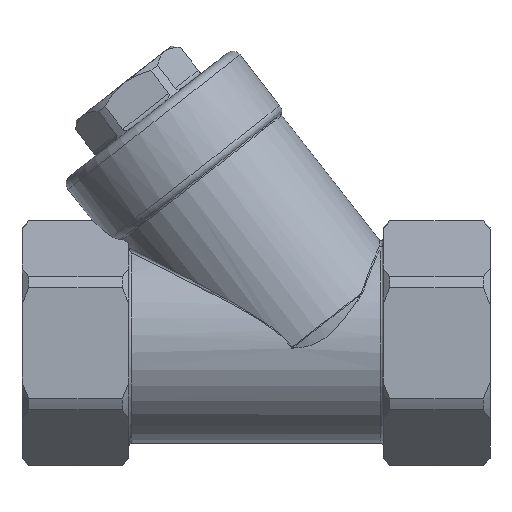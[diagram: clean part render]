
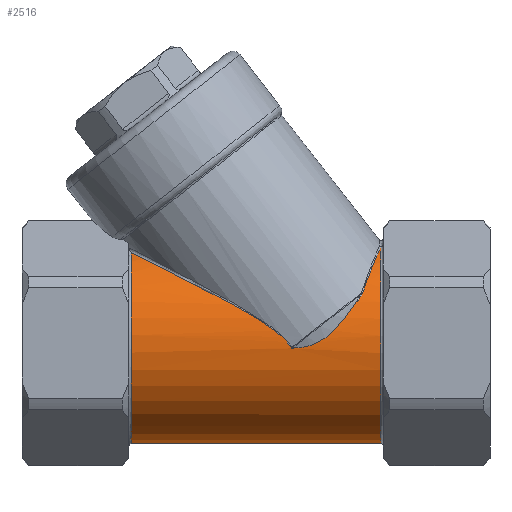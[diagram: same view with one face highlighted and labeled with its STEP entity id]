
A CAD part, left-side view. The second image highlights one B-rep face of the part: STEP entity #2516.
In plain terms, the highlighted cylindrical face has radius 22.5 mm (diameter 45 mm), a partial arc.
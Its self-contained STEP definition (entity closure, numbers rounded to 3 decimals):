
#252=CYLINDRICAL_SURFACE('',#2682,22.5);
#322=CIRCLE('',#2683,22.5);
#323=CIRCLE('',#2684,22.5);
#564=ORIENTED_EDGE('',*,*,#1070,.T.);
#565=ORIENTED_EDGE('',*,*,#1071,.T.);
#566=ORIENTED_EDGE('',*,*,#916,.T.);
#567=ORIENTED_EDGE('',*,*,#1072,.T.);
#568=ORIENTED_EDGE('',*,*,#1073,.T.);
#569=ORIENTED_EDGE('',*,*,#1074,.T.);
#570=ORIENTED_EDGE('',*,*,#1075,.T.);
#571=ORIENTED_EDGE('',*,*,#1076,.T.);
#572=ORIENTED_EDGE('',*,*,#1077,.T.);
#573=ORIENTED_EDGE('',*,*,#1078,.T.);
#574=ORIENTED_EDGE('',*,*,#1079,.T.);
#575=ORIENTED_EDGE('',*,*,#1080,.T.);
#916=EDGE_CURVE('',#1192,#1193,#1374,.T.);
#1070=EDGE_CURVE('',#1300,#1301,#1425,.T.);
#1071=EDGE_CURVE('',#1301,#1192,#322,.T.);
#1072=EDGE_CURVE('',#1193,#1302,#1426,.T.);
#1073=EDGE_CURVE('',#1302,#1303,#1427,.T.);
#1074=EDGE_CURVE('',#1303,#1304,#1428,.T.);
#1075=EDGE_CURVE('',#1304,#1305,#1429,.T.);
#1076=EDGE_CURVE('',#1305,#1306,#323,.T.);
#1077=EDGE_CURVE('',#1306,#1307,#1430,.T.);
#1078=EDGE_CURVE('',#1307,#1308,#1431,.T.);
#1079=EDGE_CURVE('',#1308,#1309,#1432,.T.);
#1080=EDGE_CURVE('',#1309,#1300,#1433,.T.);
#1192=VERTEX_POINT('',#3291);
#1193=VERTEX_POINT('',#3292);
#1300=VERTEX_POINT('',#3752);
#1301=VERTEX_POINT('',#3753);
#1302=VERTEX_POINT('',#3760);
#1303=VERTEX_POINT('',#3770);
#1304=VERTEX_POINT('',#3776);
#1305=VERTEX_POINT('',#3789);
#1306=VERTEX_POINT('',#3791);
#1307=VERTEX_POINT('',#3804);
#1308=VERTEX_POINT('',#3810);
#1309=VERTEX_POINT('',#3820);
#1374=B_SPLINE_CURVE_WITH_KNOTS('',3,(#3284,#3285,#3286,#3287,#3288,#3289,
#3290),.UNSPECIFIED.,.F.,.F.,(4,1,1,1,4),(0.03,0.035,
0.039,0.044,0.048),.UNSPECIFIED.);
#1425=B_SPLINE_CURVE_WITH_KNOTS('',3,(#3745,#3746,#3747,#3748,#3749,#3750,
#3751),.UNSPECIFIED.,.F.,.F.,(4,1,1,1,4),(0.,0.004,0.009,
0.013,0.018),.UNSPECIFIED.);
#1426=B_SPLINE_CURVE_WITH_KNOTS('',3,(#3755,#3756,#3757,#3758,#3759),
 .UNSPECIFIED.,.F.,.F.,(4,1,4),(0.,0.001,0.003),
 .UNSPECIFIED.);
#1427=B_SPLINE_CURVE_WITH_KNOTS('',3,(#3761,#3762,#3763,#3764,#3765,#3766,
#3767,#3768,#3769),.UNSPECIFIED.,.F.,.F.,(4,1,1,1,1,1,4),(-0.013,
-0.008,-0.006,-0.004,-0.002,
0.001,0.005),.UNSPECIFIED.);
#1428=B_SPLINE_CURVE_WITH_KNOTS('',3,(#3771,#3772,#3773,#3774,#3775),
 .UNSPECIFIED.,.F.,.F.,(4,1,4),(0.,0.,0.001),
 .UNSPECIFIED.);
#1429=B_SPLINE_CURVE_WITH_KNOTS('',3,(#3777,#3778,#3779,#3780,#3781,#3782,
#3783,#3784,#3785,#3786,#3787,#3788),.UNSPECIFIED.,.F.,.F.,(4,1,1,1,1,1,
1,1,1,4),(0.,0.003,0.006,0.011,
0.017,0.022,0.028,0.034,
0.039,0.045),.UNSPECIFIED.);
#1430=B_SPLINE_CURVE_WITH_KNOTS('',3,(#3792,#3793,#3794,#3795,#3796,#3797,
#3798,#3799,#3800,#3801,#3802,#3803),.UNSPECIFIED.,.F.,.F.,(4,1,1,1,1,1,
1,1,1,4),(0.001,0.006,0.012,0.017,
0.023,0.029,0.034,0.04,
0.043,0.045),.UNSPECIFIED.);
#1431=B_SPLINE_CURVE_WITH_KNOTS('',3,(#3805,#3806,#3807,#3808,#3809),
 .UNSPECIFIED.,.F.,.F.,(4,1,4),(0.,0.,
0.001),.UNSPECIFIED.);
#1432=B_SPLINE_CURVE_WITH_KNOTS('',3,(#3811,#3812,#3813,#3814,#3815,#3816,
#3817,#3818,#3819),.UNSPECIFIED.,.F.,.F.,(4,1,1,1,1,1,4),(-0.005,
-0.003,-0.001,0.002,0.004,
0.008,0.013),.UNSPECIFIED.);
#1433=B_SPLINE_CURVE_WITH_KNOTS('',3,(#3821,#3822,#3823,#3824,#3825),
 .UNSPECIFIED.,.F.,.F.,(4,1,4),(0.,0.001,
0.003),.UNSPECIFIED.);
#1519=EDGE_LOOP('',(#564,#565,#566,#567,#568,#569,#570,#571,#572,#573,#574,
#575));
#1639=FACE_BOUND('',#1519,.T.);
#2516=ADVANCED_FACE('',(#1639),#252,.T.);
#2682=AXIS2_PLACEMENT_3D('',#3744,#3026,#3027);
#2683=AXIS2_PLACEMENT_3D('',#3754,#3028,#3029);
#2684=AXIS2_PLACEMENT_3D('',#3790,#3030,#3031);
#3026=DIRECTION('',(0.,-1.,0.));
#3027=DIRECTION('',(0.,0.,-1.));
#3028=DIRECTION('',(0.,1.,0.));
#3029=DIRECTION('',(0.,0.,1.));
#3030=DIRECTION('',(0.,-1.,0.));
#3031=DIRECTION('',(0.,0.,-1.));
#3284=CARTESIAN_POINT('',(-6.334,-10.5,21.59));
#3285=CARTESIAN_POINT('',(-7.745,-10.318,21.176));
#3286=CARTESIAN_POINT('',(-10.434,-9.843,20.092));
#3287=CARTESIAN_POINT('',(-14.081,-8.833,17.722));
#3288=CARTESIAN_POINT('',(-17.135,-7.646,14.786));
#3289=CARTESIAN_POINT('',(-18.792,-6.801,12.456));
#3290=CARTESIAN_POINT('',(-19.505,-6.41,11.216));
#3291=CARTESIAN_POINT('',(-6.334,-10.5,21.59));
#3292=CARTESIAN_POINT('',(-19.505,-6.41,11.216));
#3744=CARTESIAN_POINT('',(0.,-60.,0.));
#3745=CARTESIAN_POINT('',(19.505,-6.41,11.216));
#3746=CARTESIAN_POINT('',(18.79,-6.802,12.46));
#3747=CARTESIAN_POINT('',(17.164,-7.634,14.753));
#3748=CARTESIAN_POINT('',(14.062,-8.839,17.738));
#3749=CARTESIAN_POINT('',(10.468,-9.835,20.074));
#3750=CARTESIAN_POINT('',(7.737,-10.319,21.179));
#3751=CARTESIAN_POINT('',(6.334,-10.5,21.59));
#3752=CARTESIAN_POINT('',(19.505,-6.41,11.216));
#3753=CARTESIAN_POINT('',(6.334,-10.5,21.59));
#3754=CARTESIAN_POINT('',(0.,-10.5,0.));
#3755=CARTESIAN_POINT('',(-19.505,-6.41,11.216));
#3756=CARTESIAN_POINT('',(-19.73,-6.287,10.824));
#3757=CARTESIAN_POINT('',(-20.104,-5.802,10.124));
#3758=CARTESIAN_POINT('',(-20.413,-5.23,9.469));
#3759=CARTESIAN_POINT('',(-20.554,-4.923,9.152));
#3760=CARTESIAN_POINT('',(-20.554,-4.923,9.152));
#3761=CARTESIAN_POINT('',(-20.554,-4.923,9.152));
#3762=CARTESIAN_POINT('',(-21.071,-4.145,7.992));
#3763=CARTESIAN_POINT('',(-21.675,-2.912,6.24));
#3764=CARTESIAN_POINT('',(-22.173,-1.015,3.946));
#3765=CARTESIAN_POINT('',(-22.395,0.542,2.34));
#3766=CARTESIAN_POINT('',(-22.494,2.282,0.919));
#3767=CARTESIAN_POINT('',(-22.507,4.953,-0.581));
#3768=CARTESIAN_POINT('',(-22.478,7.176,-0.998));
#3769=CARTESIAN_POINT('',(-22.476,8.686,-1.048));
#3770=CARTESIAN_POINT('',(-22.476,8.686,-1.048));
#3771=CARTESIAN_POINT('',(-22.476,8.686,-1.048));
#3772=CARTESIAN_POINT('',(-22.473,8.837,-1.099));
#3773=CARTESIAN_POINT('',(-22.469,9.131,-1.185));
#3774=CARTESIAN_POINT('',(-22.471,9.495,-1.143));
#3775=CARTESIAN_POINT('',(-22.478,9.579,-1.005));
#3776=CARTESIAN_POINT('',(-22.478,9.579,-1.005));
#3777=CARTESIAN_POINT('',(-22.478,9.579,-1.005));
#3778=CARTESIAN_POINT('',(-22.514,10.074,-0.189));
#3779=CARTESIAN_POINT('',(-22.494,11.29,1.223));
#3780=CARTESIAN_POINT('',(-22.258,14.201,3.619));
#3781=CARTESIAN_POINT('',(-21.723,18.114,6.093));
#3782=CARTESIAN_POINT('',(-20.776,22.904,8.793));
#3783=CARTESIAN_POINT('',(-19.496,27.735,11.355));
#3784=CARTESIAN_POINT('',(-17.86,32.482,13.794));
#3785=CARTESIAN_POINT('',(-15.812,37.084,16.113));
#3786=CARTESIAN_POINT('',(-13.247,41.487,18.305));
#3787=CARTESIAN_POINT('',(-11.016,44.251,19.67));
#3788=CARTESIAN_POINT('',(-9.735,45.5,20.285));
#3789=CARTESIAN_POINT('',(-9.735,45.5,20.285));
#3790=CARTESIAN_POINT('',(0.,45.5,0.));
#3791=CARTESIAN_POINT('',(9.735,45.5,20.285));
#3792=CARTESIAN_POINT('',(9.735,45.5,20.285));
#3793=CARTESIAN_POINT('',(11.011,44.257,19.673));
#3794=CARTESIAN_POINT('',(13.195,41.56,18.341));
#3795=CARTESIAN_POINT('',(15.811,37.096,16.119));
#3796=CARTESIAN_POINT('',(17.876,32.442,13.773));
#3797=CARTESIAN_POINT('',(19.502,27.71,11.342));
#3798=CARTESIAN_POINT('',(20.772,22.92,8.802));
#3799=CARTESIAN_POINT('',(21.725,18.103,6.087));
#3800=CARTESIAN_POINT('',(22.26,14.184,3.607));
#3801=CARTESIAN_POINT('',(22.494,11.283,1.216));
#3802=CARTESIAN_POINT('',(22.514,10.07,-0.194));
#3803=CARTESIAN_POINT('',(22.478,9.579,-1.005));
#3804=CARTESIAN_POINT('',(22.478,9.579,-1.005));
#3805=CARTESIAN_POINT('',(22.478,9.579,-1.005));
#3806=CARTESIAN_POINT('',(22.471,9.495,-1.143));
#3807=CARTESIAN_POINT('',(22.469,9.133,-1.185));
#3808=CARTESIAN_POINT('',(22.473,8.837,-1.099));
#3809=CARTESIAN_POINT('',(22.476,8.686,-1.048));
#3810=CARTESIAN_POINT('',(22.476,8.686,-1.048));
#3811=CARTESIAN_POINT('',(22.476,8.686,-1.048));
#3812=CARTESIAN_POINT('',(22.477,7.933,-1.023));
#3813=CARTESIAN_POINT('',(22.484,6.443,-0.868));
#3814=CARTESIAN_POINT('',(22.505,4.249,-0.19));
#3815=CARTESIAN_POINT('',(22.493,2.266,0.933));
#3816=CARTESIAN_POINT('',(22.364,-0.03,2.807));
#3817=CARTESIAN_POINT('',(21.879,-2.497,5.653));
#3818=CARTESIAN_POINT('',(21.073,-4.142,7.987));
#3819=CARTESIAN_POINT('',(20.554,-4.923,9.152));
#3820=CARTESIAN_POINT('',(20.554,-4.923,9.152));
#3821=CARTESIAN_POINT('',(20.554,-4.923,9.152));
#3822=CARTESIAN_POINT('',(20.413,-5.23,9.469));
#3823=CARTESIAN_POINT('',(20.106,-5.799,10.12));
#3824=CARTESIAN_POINT('',(19.73,-6.287,10.825));
#3825=CARTESIAN_POINT('',(19.505,-6.41,11.216));
